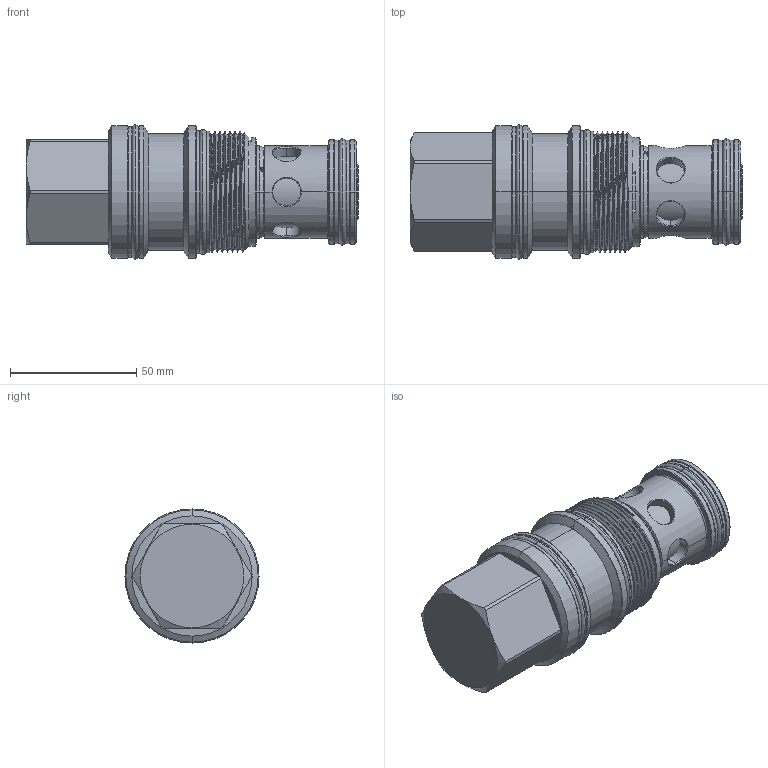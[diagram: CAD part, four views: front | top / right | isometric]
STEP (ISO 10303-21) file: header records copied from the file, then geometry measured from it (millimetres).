
FILE_DESCRIPTION (( 'STEP AP203' ), '1' );
FILE_NAME ('CB19A3D-N.STEP', '2020-03-03T06:22:00', ( '' ), ( '' ), 'SwSTEP 2.0', 'SolidWorks 2018', '' );
FILE_SCHEMA (( 'CONFIG_CONTROL_DESIGN' ));
Length unit declared in the file: millimetre
Products named in the file (1): CB19A3D-N
Bounding box: 131.46 x 53.11 x 53.11 mm (x, y, z)
Volume: 195462.8 mm3; surface area: 34060.4 mm2
Topology: 4 solids, 4 shells, 240 faces, 565 edges, 345 vertices
Faces by surface type: cylinder 112, plane 40, torus 38, cone 35, bspline 15
Entity records: 10651 total; most frequent: CARTESIAN_POINT 5257, DIRECTION 1141, ORIENTED_EDGE 1106, EDGE_CURVE 553, AXIS2_PLACEMENT_3D 497, VERTEX_POINT 339, CIRCLE 271, EDGE_LOOP 264
